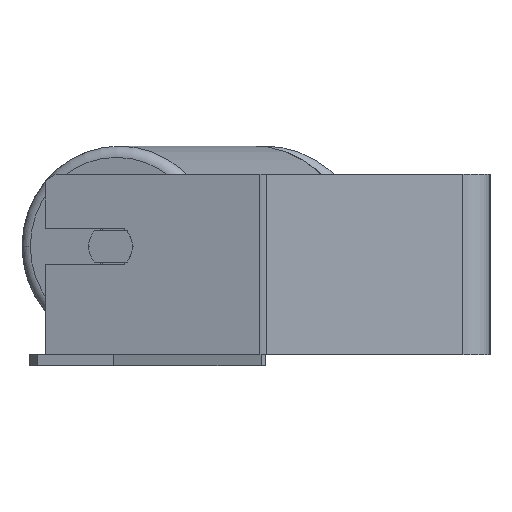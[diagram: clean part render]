
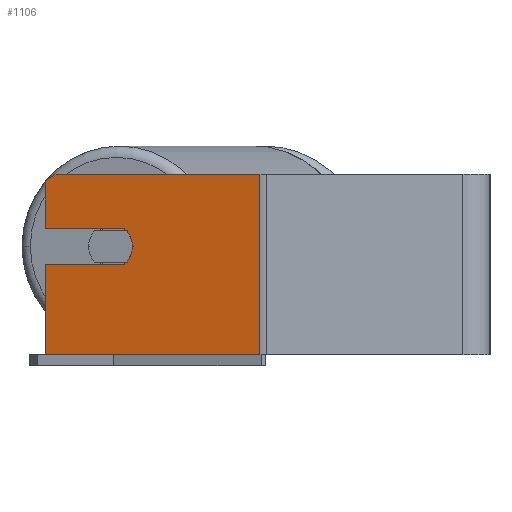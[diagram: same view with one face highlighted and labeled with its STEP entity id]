
A CAD part, left-side view. The second image highlights one B-rep face of the part: STEP entity #1106.
In plain terms, the highlighted planar face has unit normal (-0.966, 0.259, 0).
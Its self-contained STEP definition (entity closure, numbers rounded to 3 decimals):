
#31 = DIRECTION ( 'NONE',  ( -0.966, 0.259, 0. ) ) ;
#40 = VERTEX_POINT ( 'NONE', #5992 ) ;
#282 = LINE ( 'NONE', #909, #7870 ) ;
#284 = LINE ( 'NONE', #2506, #571 ) ;
#315 = EDGE_CURVE ( 'NONE', #4139, #5082, #7743, .T. ) ;
#400 = VECTOR ( 'NONE', #4167, 1000. ) ;
#555 = LINE ( 'NONE', #1276, #4499 ) ;
#561 = EDGE_CURVE ( 'NONE', #2446, #6326, #282, .T. ) ;
#571 = VECTOR ( 'NONE', #7310, 1000. ) ;
#655 = CARTESIAN_POINT ( 'NONE',  ( -389.075, 197.256, 40. ) ) ;
#909 = CARTESIAN_POINT ( 'NONE',  ( -389.075, 197.256, 40. ) ) ;
#1057 = VERTEX_POINT ( 'NONE', #6908 ) ;
#1106 = ADVANCED_FACE ( 'NONE', ( #4128 ), #3402, .F. ) ;
#1276 = CARTESIAN_POINT ( 'NONE',  ( -414.591, 102.029, 40. ) ) ;
#1331 = DIRECTION ( 'NONE',  ( 0.259, 0.966, 0. ) ) ;
#1399 = CARTESIAN_POINT ( 'NONE',  ( -389.075, 197.256, 40. ) ) ;
#1467 = CARTESIAN_POINT ( 'NONE',  ( -389.075, 197.256, -40. ) ) ;
#1550 = CARTESIAN_POINT ( 'NONE',  ( -389.075, 197.256, 16. ) ) ;
#1575 = EDGE_CURVE ( 'NONE', #2326, #4139, #284, .T. ) ;
#1590 = DIRECTION ( 'NONE',  ( -0.966, 0.259, 0. ) ) ;
#1602 = VECTOR ( 'NONE', #4752, 1000. ) ;
#1621 = CARTESIAN_POINT ( 'NONE',  ( -398.393, 162.482, 16. ) ) ;
#1925 = DIRECTION ( 'NONE',  ( 0.259, 0.966, 0. ) ) ;
#1966 = LINE ( 'NONE', #2700, #1602 ) ;
#2326 = VERTEX_POINT ( 'NONE', #8246 ) ;
#2365 = EDGE_CURVE ( 'NONE', #40, #5082, #555, .T. ) ;
#2446 = VERTEX_POINT ( 'NONE', #7046 ) ;
#2506 = CARTESIAN_POINT ( 'NONE',  ( -389.075, 197.256, 40. ) ) ;
#2614 = CIRCLE ( 'NONE', #7745, 10. ) ;
#2637 = LINE ( 'NONE', #5437, #8166 ) ;
#2700 = CARTESIAN_POINT ( 'NONE',  ( -398.393, 162.482, 0. ) ) ;
#2717 = EDGE_LOOP ( 'NONE', ( #3963, #5378, #4296, #4149, #8804, #5207, #5307, #3252, #4112, #7847 ) ) ;
#2766 = CARTESIAN_POINT ( 'NONE',  ( -389.075, 197.256, -40. ) ) ;
#2803 = EDGE_CURVE ( 'NONE', #7093, #2446, #2637, .T. ) ;
#3100 = EDGE_CURVE ( 'NONE', #6124, #3986, #2614, .T. ) ;
#3114 = CARTESIAN_POINT ( 'NONE',  ( -399.428, 158.619, 8. ) ) ;
#3252 = ORIENTED_EDGE ( 'NONE', *, *, #1575, .T. ) ;
#3402 = PLANE ( 'NONE',  #6992 ) ;
#3416 = EDGE_CURVE ( 'NONE', #2326, #1057, #1966, .T. ) ;
#3744 = DIRECTION ( 'NONE',  ( -0.259, -0.966, 0. ) ) ;
#3963 = ORIENTED_EDGE ( 'NONE', *, *, #6707, .F. ) ;
#3986 = VERTEX_POINT ( 'NONE', #1621 ) ;
#3997 = VECTOR ( 'NONE', #4198, 1000. ) ;
#4112 = ORIENTED_EDGE ( 'NONE', *, *, #315, .T. ) ;
#4120 = DIRECTION ( 'NONE',  ( 0., 0., -1. ) ) ;
#4128 = FACE_OUTER_BOUND ( 'NONE', #2717, .T. ) ;
#4139 = VERTEX_POINT ( 'NONE', #2766 ) ;
#4149 = ORIENTED_EDGE ( 'NONE', *, *, #5757, .F. ) ;
#4167 = DIRECTION ( 'NONE',  ( -0.259, -0.966, 0. ) ) ;
#4198 = DIRECTION ( 'NONE',  ( -0.259, -0.966, 0. ) ) ;
#4296 = ORIENTED_EDGE ( 'NONE', *, *, #561, .T. ) ;
#4499 = VECTOR ( 'NONE', #4120, 1000. ) ;
#4752 = DIRECTION ( 'NONE',  ( -0.259, -0.966, 0. ) ) ;
#5082 = VERTEX_POINT ( 'NONE', #8427 ) ;
#5172 = EDGE_CURVE ( 'NONE', #1057, #6124, #5318, .T. ) ;
#5207 = ORIENTED_EDGE ( 'NONE', *, *, #5172, .F. ) ;
#5307 = ORIENTED_EDGE ( 'NONE', *, *, #3416, .F. ) ;
#5318 = CIRCLE ( 'NONE', #6615, 10. ) ;
#5378 = ORIENTED_EDGE ( 'NONE', *, *, #2803, .T. ) ;
#5410 = LINE ( 'NONE', #8201, #6470 ) ;
#5437 = CARTESIAN_POINT ( 'NONE',  ( -389.075, 197.256, 37.113 ) ) ;
#5706 = DIRECTION ( 'NONE',  ( -0.259, -0.966, 0. ) ) ;
#5757 = EDGE_CURVE ( 'NONE', #3986, #6326, #5410, .T. ) ;
#5846 = CARTESIAN_POINT ( 'NONE',  ( -396.84, 168.278, 8. ) ) ;
#5992 = CARTESIAN_POINT ( 'NONE',  ( -414.591, 102.029, 40. ) ) ;
#6124 = VERTEX_POINT ( 'NONE', #3114 ) ;
#6186 = DIRECTION ( 'NONE',  ( 0.966, -0.259, 0. ) ) ;
#6326 = VERTEX_POINT ( 'NONE', #1550 ) ;
#6343 = LINE ( 'NONE', #1399, #3997 ) ;
#6470 = VECTOR ( 'NONE', #1925, 1000. ) ;
#6547 = CARTESIAN_POINT ( 'NONE',  ( -390.369, 192.426, 40. ) ) ;
#6615 = AXIS2_PLACEMENT_3D ( 'NONE', #5846, #1590, #3744 ) ;
#6707 = EDGE_CURVE ( 'NONE', #7093, #40, #6343, .T. ) ;
#6843 = DIRECTION ( 'NONE',  ( 0.224, 0.837, -0.5 ) ) ;
#6908 = CARTESIAN_POINT ( 'NONE',  ( -398.393, 162.482, 0. ) ) ;
#6992 = AXIS2_PLACEMENT_3D ( 'NONE', #655, #6186, #1331 ) ;
#7046 = CARTESIAN_POINT ( 'NONE',  ( -389.075, 197.256, 37.113 ) ) ;
#7093 = VERTEX_POINT ( 'NONE', #6547 ) ;
#7310 = DIRECTION ( 'NONE',  ( 0., 0., -1. ) ) ;
#7743 = LINE ( 'NONE', #1467, #400 ) ;
#7745 = AXIS2_PLACEMENT_3D ( 'NONE', #8403, #31, #5706 ) ;
#7847 = ORIENTED_EDGE ( 'NONE', *, *, #2365, .F. ) ;
#7870 = VECTOR ( 'NONE', #7958, 1000. ) ;
#7958 = DIRECTION ( 'NONE',  ( 0., 0., -1. ) ) ;
#8166 = VECTOR ( 'NONE', #6843, 1000. ) ;
#8201 = CARTESIAN_POINT ( 'NONE',  ( -398.393, 162.482, 16. ) ) ;
#8246 = CARTESIAN_POINT ( 'NONE',  ( -389.075, 197.256, 0. ) ) ;
#8403 = CARTESIAN_POINT ( 'NONE',  ( -396.84, 168.278, 8. ) ) ;
#8427 = CARTESIAN_POINT ( 'NONE',  ( -414.591, 102.029, -40. ) ) ;
#8804 = ORIENTED_EDGE ( 'NONE', *, *, #3100, .F. ) ;
